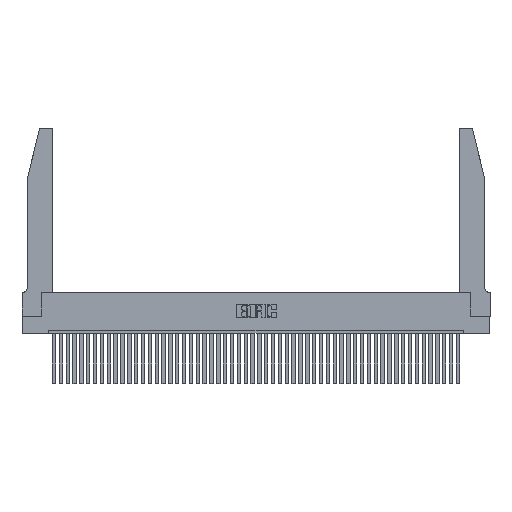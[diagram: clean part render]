
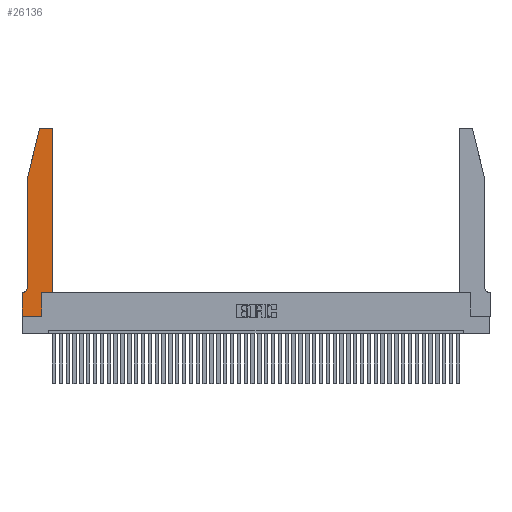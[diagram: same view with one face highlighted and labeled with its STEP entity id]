
A CAD part, top view. The second image highlights one B-rep face of the part: STEP entity #26136.
In plain terms, the highlighted planar face has unit normal (0, 0, 1).
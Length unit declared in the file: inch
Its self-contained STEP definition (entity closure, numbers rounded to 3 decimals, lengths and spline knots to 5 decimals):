
#720 = CARTESIAN_POINT ( 'NONE',  ( 0.0755, 0.35, 0.37 ) ) ;
#1006 = CARTESIAN_POINT ( 'NONE',  ( 0.4505, 0.35, 0.37 ) ) ;
#1324 = CARTESIAN_POINT ( 'NONE',  ( 0.4205, 2.75, 0.37 ) ) ;
#1502 = EDGE_CURVE ( 'NONE', #44553, #9068, #24103, .T. ) ;
#1582 = CARTESIAN_POINT ( 'NONE',  ( 0.4505, 0.35, 0.37 ) ) ;
#1710 = ORIENTED_EDGE ( 'NONE', *, *, #35005, .T. ) ;
#1898 = ORIENTED_EDGE ( 'NONE', *, *, #5039, .T. ) ;
#2078 = VERTEX_POINT ( 'NONE', #29557 ) ;
#3511 = CARTESIAN_POINT ( 'NONE',  ( 0.0755, 2., 0.37 ) ) ;
#3582 = FACE_OUTER_BOUND ( 'NONE', #9745, .T. ) ;
#3820 = DIRECTION ( 'NONE',  ( -0.239, -0.971, 0. ) ) ;
#4093 = DIRECTION ( 'NONE',  ( 1., 0., 0. ) ) ;
#4388 = DIRECTION ( 'NONE',  ( 0., 0., -1. ) ) ;
#5039 = EDGE_CURVE ( 'NONE', #2078, #8535, #30142, .T. ) ;
#5642 = CARTESIAN_POINT ( 'NONE',  ( 0.2865, 0.35, 0.37 ) ) ;
#5653 = ORIENTED_EDGE ( 'NONE', *, *, #1502, .T. ) ;
#6083 = CARTESIAN_POINT ( 'NONE',  ( 0., 0., 0.37 ) ) ;
#6132 = VECTOR ( 'NONE', #31743, 39.37008 ) ;
#6396 = VERTEX_POINT ( 'NONE', #25471 ) ;
#6925 = CARTESIAN_POINT ( 'NONE',  ( 0.4505, 0.35, 0.37 ) ) ;
#7592 = CARTESIAN_POINT ( 'NONE',  ( 0.0755, 0.42, 0.37 ) ) ;
#8535 = VERTEX_POINT ( 'NONE', #7592 ) ;
#8597 = DIRECTION ( 'NONE',  ( 1., 0., 0. ) ) ;
#9068 = VERTEX_POINT ( 'NONE', #5642 ) ;
#9183 = LINE ( 'NONE', #40313, #44474 ) ;
#9288 = VECTOR ( 'NONE', #34545, 39.37008 ) ;
#9494 = AXIS2_PLACEMENT_3D ( 'NONE', #18777, #4388, #29958 ) ;
#9514 = CARTESIAN_POINT ( 'NONE',  ( 0.2865, 0.35, 0.37 ) ) ;
#9728 = ORIENTED_EDGE ( 'NONE', *, *, #22727, .T. ) ;
#9745 = EDGE_LOOP ( 'NONE', ( #13927, #38497, #27923, #1898, #19853, #9728, #1710, #13033, #5653, #15386, #35423, #25148 ) ) ;
#10202 = VECTOR ( 'NONE', #43316, 39.37008 ) ;
#11797 = CARTESIAN_POINT ( 'NONE',  ( 0., 0., 0.37 ) ) ;
#12656 = CARTESIAN_POINT ( 'NONE',  ( 0., 0.35, 0.37 ) ) ;
#13033 = ORIENTED_EDGE ( 'NONE', *, *, #36228, .T. ) ;
#13485 = VERTEX_POINT ( 'NONE', #6925 ) ;
#13874 = EDGE_CURVE ( 'NONE', #26725, #6396, #45668, .T. ) ;
#13927 = ORIENTED_EDGE ( 'NONE', *, *, #19040, .T. ) ;
#14022 = AXIS2_PLACEMENT_3D ( 'NONE', #34493, #45607, #43027 ) ;
#15386 = ORIENTED_EDGE ( 'NONE', *, *, #26224, .T. ) ;
#15995 = EDGE_CURVE ( 'NONE', #13485, #42152, #40702, .T. ) ;
#17561 = CARTESIAN_POINT ( 'NONE',  ( 0.2865, 0., 0.37 ) ) ;
#18777 = CARTESIAN_POINT ( 'NONE',  ( 0.0055, 0.42, 0.37 ) ) ;
#19040 = EDGE_CURVE ( 'NONE', #31600, #26725, #34113, .T. ) ;
#19636 = DIRECTION ( 'NONE',  ( -1., 0., 0. ) ) ;
#19776 = CARTESIAN_POINT ( 'NONE',  ( 0.4205, 2.72, 0.37 ) ) ;
#19853 = ORIENTED_EDGE ( 'NONE', *, *, #27573, .T. ) ;
#20140 = PLANE ( 'NONE',  #14022 ) ;
#21117 = VECTOR ( 'NONE', #19636, 39.37008 ) ;
#21349 = VECTOR ( 'NONE', #34749, 39.37008 ) ;
#21901 = CARTESIAN_POINT ( 'NONE',  ( 0.284, 2.72, 0.37 ) ) ;
#22526 = AXIS2_PLACEMENT_3D ( 'NONE', #19776, #34440, #8597 ) ;
#22727 = EDGE_CURVE ( 'NONE', #41351, #35843, #45592, .T. ) ;
#23622 = VECTOR ( 'NONE', #31661, 39.37008 ) ;
#23887 = VECTOR ( 'NONE', #3820, 39.37008 ) ;
#24059 = CARTESIAN_POINT ( 'NONE',  ( 0.0055, 0.35, 0.37 ) ) ;
#24103 = LINE ( 'NONE', #9514, #9288 ) ;
#24456 = LINE ( 'NONE', #3511, #23887 ) ;
#24959 = DIRECTION ( 'NONE',  ( 1., 0., 0. ) ) ;
#25136 = CARTESIAN_POINT ( 'NONE',  ( 0.0755, 2., 0.37 ) ) ;
#25148 = ORIENTED_EDGE ( 'NONE', *, *, #36422, .T. ) ;
#25471 = CARTESIAN_POINT ( 'NONE',  ( 0.25487, 2.72718, 0.37 ) ) ;
#26062 = CARTESIAN_POINT ( 'NONE',  ( 0.4505, 2.72, 0.37 ) ) ;
#26136 = ADVANCED_FACE ( 'NONE', ( #3582 ), #20140, .T. ) ;
#26224 = EDGE_CURVE ( 'NONE', #9068, #13485, #33315, .T. ) ;
#26725 = VERTEX_POINT ( 'NONE', #33582 ) ;
#27573 = EDGE_CURVE ( 'NONE', #8535, #41351, #32832, .T. ) ;
#27923 = ORIENTED_EDGE ( 'NONE', *, *, #33056, .T. ) ;
#28521 = CARTESIAN_POINT ( 'NONE',  ( 0.2605, 2.75, 0.37 ) ) ;
#29557 = CARTESIAN_POINT ( 'NONE',  ( 0.0755, 2., 0.37 ) ) ;
#29958 = DIRECTION ( 'NONE',  ( -1., 0., 0. ) ) ;
#30142 = LINE ( 'NONE', #25136, #10202 ) ;
#31600 = VERTEX_POINT ( 'NONE', #1324 ) ;
#31661 = DIRECTION ( 'NONE',  ( 1., 0., 0. ) ) ;
#31743 = DIRECTION ( 'NONE',  ( -1., 0., 0. ) ) ;
#32832 = CIRCLE ( 'NONE', #9494, 0.07 ) ;
#33056 = EDGE_CURVE ( 'NONE', #6396, #2078, #24456, .T. ) ;
#33315 = LINE ( 'NONE', #1582, #23622 ) ;
#33582 = CARTESIAN_POINT ( 'NONE',  ( 0.284, 2.75, 0.37 ) ) ;
#34113 = LINE ( 'NONE', #28521, #6132 ) ;
#34440 = DIRECTION ( 'NONE',  ( 0., 0., 1. ) ) ;
#34493 = CARTESIAN_POINT ( 'NONE',  ( 0., 0.35, 0.37 ) ) ;
#34545 = DIRECTION ( 'NONE',  ( 0., 1., 0. ) ) ;
#34727 = VECTOR ( 'NONE', #4093, 39.37008 ) ;
#34749 = DIRECTION ( 'NONE',  ( 0., 1., 0. ) ) ;
#35005 = EDGE_CURVE ( 'NONE', #35843, #42563, #9183, .T. ) ;
#35423 = ORIENTED_EDGE ( 'NONE', *, *, #15995, .T. ) ;
#35794 = DIRECTION ( 'NONE',  ( 0., 0., 1. ) ) ;
#35843 = VERTEX_POINT ( 'NONE', #12656 ) ;
#36228 = EDGE_CURVE ( 'NONE', #42563, #44553, #40407, .T. ) ;
#36422 = EDGE_CURVE ( 'NONE', #42152, #31600, #47215, .T. ) ;
#38497 = ORIENTED_EDGE ( 'NONE', *, *, #13874, .T. ) ;
#40313 = CARTESIAN_POINT ( 'NONE',  ( 0., 0., 0.37 ) ) ;
#40407 = LINE ( 'NONE', #11797, #34727 ) ;
#40702 = LINE ( 'NONE', #1006, #21349 ) ;
#41351 = VERTEX_POINT ( 'NONE', #24059 ) ;
#42152 = VERTEX_POINT ( 'NONE', #26062 ) ;
#42563 = VERTEX_POINT ( 'NONE', #6083 ) ;
#43027 = DIRECTION ( 'NONE',  ( 1., 0., 0. ) ) ;
#43316 = DIRECTION ( 'NONE',  ( 0., -1., 0. ) ) ;
#43366 = AXIS2_PLACEMENT_3D ( 'NONE', #21901, #35794, #24959 ) ;
#43780 = DIRECTION ( 'NONE',  ( 0., -1., 0. ) ) ;
#44474 = VECTOR ( 'NONE', #43780, 39.37008 ) ;
#44553 = VERTEX_POINT ( 'NONE', #17561 ) ;
#45592 = LINE ( 'NONE', #720, #21117 ) ;
#45607 = DIRECTION ( 'NONE',  ( 0., 0., 1. ) ) ;
#45668 = CIRCLE ( 'NONE', #43366, 0.03 ) ;
#47215 = CIRCLE ( 'NONE', #22526, 0.03 ) ;
